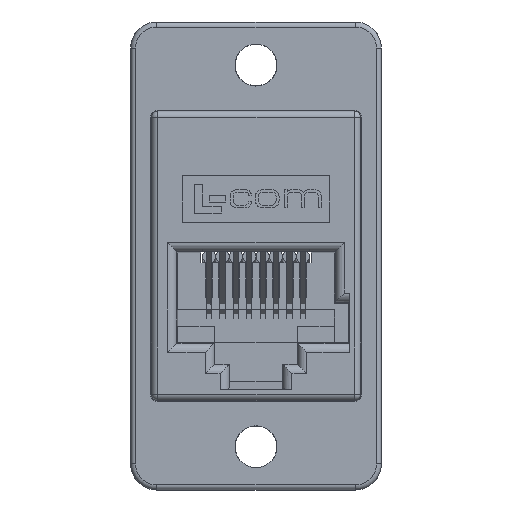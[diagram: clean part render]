
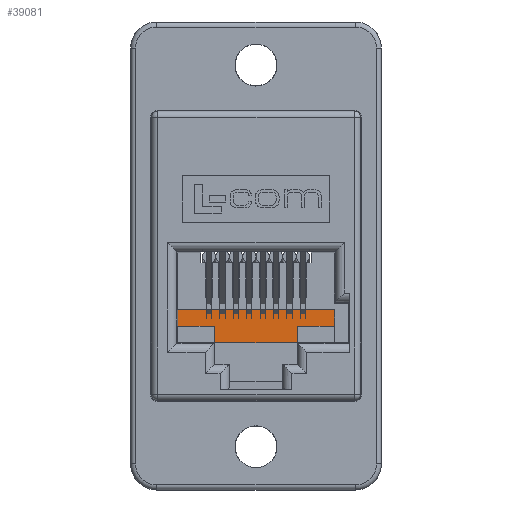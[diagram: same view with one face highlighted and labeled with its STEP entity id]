
A CAD part, top view. The second image highlights one B-rep face of the part: STEP entity #39081.
In plain terms, the highlighted planar face has unit normal (0, 0, 1).
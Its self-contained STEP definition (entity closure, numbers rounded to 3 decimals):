
#333 = LINE ( 'NONE', #54796, #22207 ) ;
#578 = EDGE_CURVE ( 'NONE', #18081, #10781, #60570, .T. ) ;
#3751 = DIRECTION ( 'NONE',  ( -1., 0., 0. ) ) ;
#4113 = VERTEX_POINT ( 'NONE', #7930 ) ;
#4397 = ORIENTED_EDGE ( 'NONE', *, *, #22225, .T. ) ;
#5511 = VECTOR ( 'NONE', #48898, 1000. ) ;
#6719 = DIRECTION ( 'NONE',  ( -1., 0., 0. ) ) ;
#7930 = CARTESIAN_POINT ( 'NONE',  ( 3.15, -6.579, 5.909 ) ) ;
#8905 = DIRECTION ( 'NONE',  ( 0., -1., 0. ) ) ;
#9335 = CARTESIAN_POINT ( 'NONE',  ( -5.956, -4.089, 5.909 ) ) ;
#9624 = VECTOR ( 'NONE', #3751, 1000. ) ;
#10781 = VERTEX_POINT ( 'NONE', #67967 ) ;
#11111 = VECTOR ( 'NONE', #68749, 1000. ) ;
#12714 = DIRECTION ( 'NONE',  ( -1., 0., 0. ) ) ;
#12841 = ORIENTED_EDGE ( 'NONE', *, *, #32378, .T. ) ;
#13171 = EDGE_CURVE ( 'NONE', #40113, #21170, #68185, .T. ) ;
#15847 = CARTESIAN_POINT ( 'NONE',  ( 3.15, -4.089, 5.909 ) ) ;
#17418 = CARTESIAN_POINT ( 'NONE',  ( -5.956, -4.089, 5.909 ) ) ;
#18081 = VERTEX_POINT ( 'NONE', #41758 ) ;
#20617 = VERTEX_POINT ( 'NONE', #64090 ) ;
#21170 = VERTEX_POINT ( 'NONE', #45998 ) ;
#22022 = ORIENTED_EDGE ( 'NONE', *, *, #39969, .T. ) ;
#22207 = VECTOR ( 'NONE', #49806, 1000. ) ;
#22225 = EDGE_CURVE ( 'NONE', #60667, #47058, #55482, .T. ) ;
#23038 = FACE_OUTER_BOUND ( 'NONE', #52460, .T. ) ;
#24225 = LINE ( 'NONE', #44233, #58313 ) ;
#27201 = EDGE_CURVE ( 'NONE', #20617, #40113, #54069, .T. ) ;
#27395 = CARTESIAN_POINT ( 'NONE',  ( -3.15, -4.089, 5.909 ) ) ;
#30970 = LINE ( 'NONE', #47678, #35169 ) ;
#32378 = EDGE_CURVE ( 'NONE', #47058, #21170, #30970, .T. ) ;
#33530 = CARTESIAN_POINT ( 'NONE',  ( -5.956, -5.334, 5.909 ) ) ;
#33702 = ORIENTED_EDGE ( 'NONE', *, *, #578, .F. ) ;
#35169 = VECTOR ( 'NONE', #8905, 1000. ) ;
#35723 = AXIS2_PLACEMENT_3D ( 'NONE', #49016, #49363, #12714 ) ;
#38346 = PLANE ( 'NONE',  #35723 ) ;
#39081 = ADVANCED_FACE ( 'NONE', ( #23038 ), #38346, .F. ) ;
#39969 = EDGE_CURVE ( 'NONE', #20617, #4113, #24225, .T. ) ;
#40113 = VERTEX_POINT ( 'NONE', #65783 ) ;
#41758 = CARTESIAN_POINT ( 'NONE',  ( 5.956, -5.334, 5.909 ) ) ;
#43376 = EDGE_CURVE ( 'NONE', #18081, #60667, #333, .T. ) ;
#43392 = ORIENTED_EDGE ( 'NONE', *, *, #59057, .F. ) ;
#43728 = DIRECTION ( 'NONE',  ( 0., 1., 0. ) ) ;
#44233 = CARTESIAN_POINT ( 'NONE',  ( -5.956, -6.579, 5.909 ) ) ;
#45998 = CARTESIAN_POINT ( 'NONE',  ( -5.956, -5.334, 5.909 ) ) ;
#47058 = VERTEX_POINT ( 'NONE', #9335 ) ;
#47678 = CARTESIAN_POINT ( 'NONE',  ( -5.956, -4.089, 5.909 ) ) ;
#48898 = DIRECTION ( 'NONE',  ( 0., -1., 0. ) ) ;
#49016 = CARTESIAN_POINT ( 'NONE',  ( -5.956, -4.089, 5.909 ) ) ;
#49363 = DIRECTION ( 'NONE',  ( 0., 0., -1. ) ) ;
#49585 = LINE ( 'NONE', #15847, #5511 ) ;
#49806 = DIRECTION ( 'NONE',  ( 0., 1., 0. ) ) ;
#52460 = EDGE_LOOP ( 'NONE', ( #43392, #33702, #59904, #4397, #12841, #53613, #68208, #22022 ) ) ;
#53613 = ORIENTED_EDGE ( 'NONE', *, *, #13171, .F. ) ;
#54069 = LINE ( 'NONE', #27395, #57963 ) ;
#54796 = CARTESIAN_POINT ( 'NONE',  ( 5.956, -6.579, 5.909 ) ) ;
#55482 = LINE ( 'NONE', #17418, #66851 ) ;
#57963 = VECTOR ( 'NONE', #43728, 1000. ) ;
#58313 = VECTOR ( 'NONE', #60613, 1000. ) ;
#59057 = EDGE_CURVE ( 'NONE', #10781, #4113, #49585, .T. ) ;
#59904 = ORIENTED_EDGE ( 'NONE', *, *, #43376, .T. ) ;
#60570 = LINE ( 'NONE', #33530, #11111 ) ;
#60613 = DIRECTION ( 'NONE',  ( 1., 0., 0. ) ) ;
#60667 = VERTEX_POINT ( 'NONE', #66502 ) ;
#63883 = CARTESIAN_POINT ( 'NONE',  ( -5.956, -5.334, 5.909 ) ) ;
#64090 = CARTESIAN_POINT ( 'NONE',  ( -3.15, -6.579, 5.909 ) ) ;
#65783 = CARTESIAN_POINT ( 'NONE',  ( -3.15, -5.334, 5.909 ) ) ;
#66502 = CARTESIAN_POINT ( 'NONE',  ( 5.956, -4.089, 5.909 ) ) ;
#66851 = VECTOR ( 'NONE', #6719, 1000. ) ;
#67967 = CARTESIAN_POINT ( 'NONE',  ( 3.15, -5.334, 5.909 ) ) ;
#68185 = LINE ( 'NONE', #63883, #9624 ) ;
#68208 = ORIENTED_EDGE ( 'NONE', *, *, #27201, .F. ) ;
#68749 = DIRECTION ( 'NONE',  ( -1., 0., 0. ) ) ;
